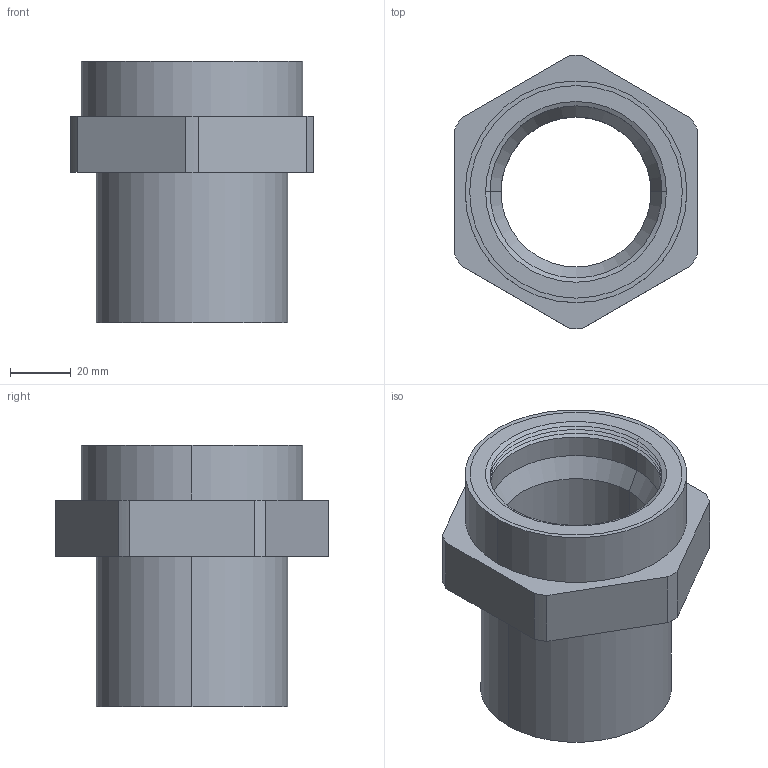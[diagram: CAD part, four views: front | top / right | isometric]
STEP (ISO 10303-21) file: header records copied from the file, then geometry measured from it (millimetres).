
FILE_DESCRIPTION (( 'STEP AP203' ), '1' );
FILE_NAME ('Transition Adaptor Pe Female_001 117 6211 0063.step', '2020-01-02T11:31:34', ( '' ), ( '' ), 'SwSTEP 2.0', 'SolidWorks 2019', '' );
FILE_SCHEMA (( 'CONFIG_CONTROL_DESIGN' ));
Length unit declared in the file: millimetre
Products named in the file (1): Transition Adaptor Pe Female_001 117 6211 0063
Bounding box: 80 x 89.99 x 86 mm (x, y, z)
Volume: 155030.5 mm3; surface area: 48902.3 mm2
Topology: 2 solids, 2 shells, 50 faces, 110 edges, 66 vertices
Faces by surface type: cylinder 20, cone 18, plane 12
Entity records: 1455 total; most frequent: DIRECTION 266, CARTESIAN_POINT 227, ORIENTED_EDGE 220, EDGE_CURVE 110, AXIS2_PLACEMENT_3D 105, VERTEX_POINT 66, LINE 56, VECTOR 56
